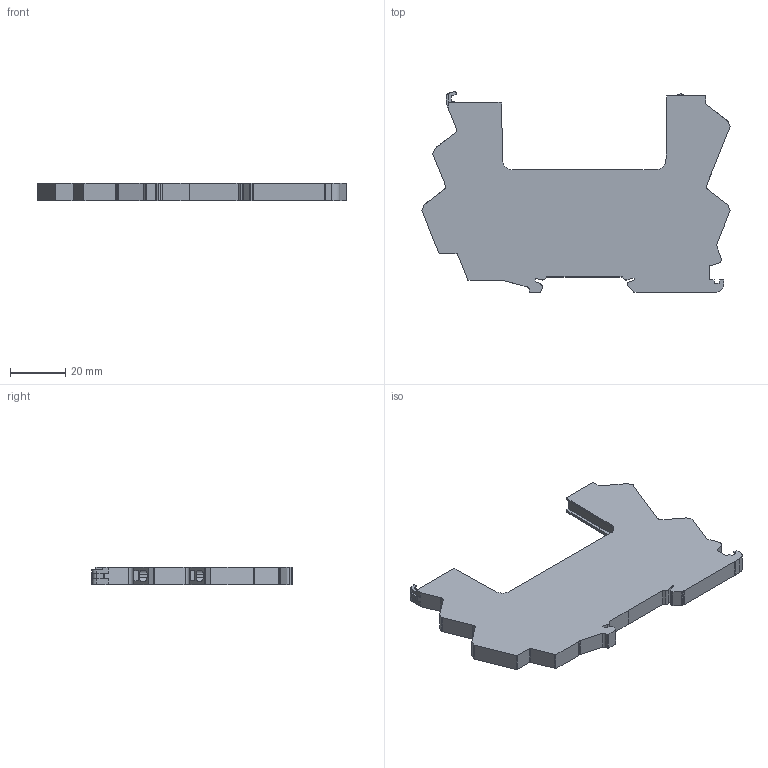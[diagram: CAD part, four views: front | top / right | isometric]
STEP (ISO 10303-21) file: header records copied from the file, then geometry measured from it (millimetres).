
FILE_DESCRIPTION((''),'2;1');
FILE_NAME('DM_CAD-2474','2017-03-07T',('creinig-se'),(''),'PRO/ENGINEER BY PARAMETRIC TECHNOLOGY CORPORATION, 2015440','PRO/ENGINEER BY PARAMETRIC TECHNOLOGY CORPORATION, 2015440','');
FILE_SCHEMA(('CONFIG_CONTROL_DESIGN'));
Length unit declared in the file: millimetre
Products named in the file (1): DM_CAD-2474
Bounding box: 111.97 x 72.9 x 6.2 mm (x, y, z)
Volume: 27814.5 mm3; surface area: 16006.8 mm2
Topology: 1 solids, 1 shells, 220 faces, 643 edges, 434 vertices
Faces by surface type: plane 149, cylinder 71
Entity records: 9355 total; most frequent: CARTESIAN_POINT 1335, ORIENTED_EDGE 1286, DIRECTION 1230, PRESENTATION_STYLE_ASSIGNMENT 646, STYLED_ITEM 646, CURVE_STYLE 644, EDGE_CURVE 643, VECTOR 480
